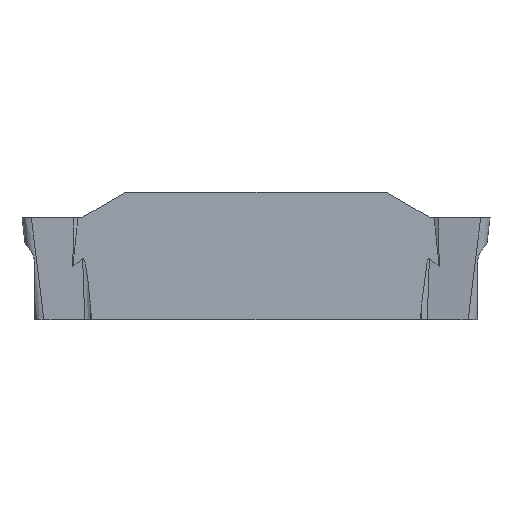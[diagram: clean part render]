
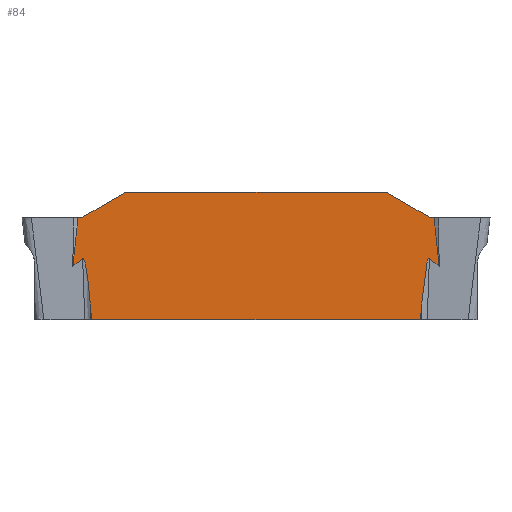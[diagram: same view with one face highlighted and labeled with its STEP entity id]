
A CAD part, left-side view. The second image highlights one B-rep face of the part: STEP entity #84.
In plain terms, the highlighted planar face has unit normal (-1, 0, 0).
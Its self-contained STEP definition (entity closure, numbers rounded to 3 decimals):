
#43=CIRCLE('',#749,0.25);
#44=CIRCLE('',#750,0.25);
#59=B_SPLINE_CURVE_WITH_KNOTS('',3,(#1158,#1159,#1160,#1161,#1162,#1163,
#1164,#1165,#1166,#1167,#1168,#1169,#1170,#1171,#1172,#1173,#1174,#1175,
#1176,#1177,#1178,#1179,#1180,#1181,#1182,#1183,#1184,#1185),
 .UNSPECIFIED.,.F.,.F.,(4,3,3,3,3,3,3,3,3,4),(0.,0.004,0.008,
0.011,0.016,0.024,0.052,
0.187,0.723,1.),.UNSPECIFIED.);
#60=B_SPLINE_CURVE_WITH_KNOTS('',3,(#1190,#1191,#1192,#1193,#1194,#1195,
#1196,#1197,#1198,#1199,#1200,#1201,#1202,#1203,#1204,#1205,#1206,#1207,
#1208,#1209,#1210,#1211,#1212,#1213,#1214,#1215,#1216,#1217,#1218,#1219,
#1220,#1221,#1222,#1223,#1224,#1225,#1226,#1227,#1228,#1229,#1230,#1231,
#1232),.UNSPECIFIED.,.F.,.F.,(4,3,3,3,3,3,3,3,3,3,3,3,3,3,4),(0.,0.314,
0.647,0.814,0.881,0.921,
0.945,0.961,0.975,0.982,
0.987,0.991,0.994,0.998,1.),
 .UNSPECIFIED.);
#84=ADVANCED_FACE('SIDE_IB_1_SU5',(#144),#118,.F.);
#118=PLANE('',#751);
#144=FACE_OUTER_BOUND('',#180,.T.);
#180=EDGE_LOOP('',(#247,#248,#249,#250,#251,#252,#253,#254,#255,#256,#257,
#258,#259,#260,#261,#262));
#247=ORIENTED_EDGE('',*,*,#515,.T.);
#248=ORIENTED_EDGE('',*,*,#516,.T.);
#249=ORIENTED_EDGE('',*,*,#517,.T.);
#250=ORIENTED_EDGE('',*,*,#518,.T.);
#251=ORIENTED_EDGE('',*,*,#494,.F.);
#252=ORIENTED_EDGE('',*,*,#519,.T.);
#253=ORIENTED_EDGE('',*,*,#520,.T.);
#254=ORIENTED_EDGE('',*,*,#521,.T.);
#255=ORIENTED_EDGE('',*,*,#522,.T.);
#256=ORIENTED_EDGE('',*,*,#523,.F.);
#257=ORIENTED_EDGE('',*,*,#524,.F.);
#258=ORIENTED_EDGE('',*,*,#525,.F.);
#259=ORIENTED_EDGE('',*,*,#526,.F.);
#260=ORIENTED_EDGE('',*,*,#527,.F.);
#261=ORIENTED_EDGE('',*,*,#528,.F.);
#262=ORIENTED_EDGE('',*,*,#529,.F.);
#426=VERTEX_POINT('',#958);
#427=VERTEX_POINT('',#960);
#443=VERTEX_POINT('',#1154);
#444=VERTEX_POINT('',#1155);
#445=VERTEX_POINT('',#1157);
#446=VERTEX_POINT('',#1186);
#447=VERTEX_POINT('',#1189);
#448=VERTEX_POINT('',#1233);
#449=VERTEX_POINT('',#1235);
#450=VERTEX_POINT('',#1237);
#451=VERTEX_POINT('',#1239);
#452=VERTEX_POINT('',#1241);
#453=VERTEX_POINT('',#1243);
#454=VERTEX_POINT('',#1245);
#455=VERTEX_POINT('',#1247);
#456=VERTEX_POINT('',#1249);
#494=EDGE_CURVE('',#426,#427,#592,.T.);
#515=EDGE_CURVE('',#443,#444,#601,.T.);
#516=EDGE_CURVE('',#444,#445,#602,.T.);
#517=EDGE_CURVE('',#445,#446,#59,.T.);
#518=EDGE_CURVE('',#446,#427,#603,.T.);
#519=EDGE_CURVE('',#426,#447,#604,.T.);
#520=EDGE_CURVE('',#447,#448,#60,.T.);
#521=EDGE_CURVE('',#448,#449,#605,.T.);
#522=EDGE_CURVE('',#449,#450,#606,.T.);
#523=EDGE_CURVE('',#451,#450,#607,.T.);
#524=EDGE_CURVE('',#452,#451,#43,.T.);
#525=EDGE_CURVE('',#453,#452,#608,.T.);
#526=EDGE_CURVE('',#454,#453,#609,.T.);
#527=EDGE_CURVE('',#455,#454,#610,.T.);
#528=EDGE_CURVE('',#456,#455,#44,.T.);
#529=EDGE_CURVE('',#443,#456,#611,.T.);
#592=LINE('',#959,#650);
#601=LINE('',#1153,#659);
#602=LINE('',#1156,#660);
#603=LINE('',#1187,#661);
#604=LINE('',#1188,#662);
#605=LINE('',#1234,#663);
#606=LINE('',#1236,#664);
#607=LINE('',#1238,#665);
#608=LINE('',#1242,#666);
#609=LINE('',#1244,#667);
#610=LINE('',#1246,#668);
#611=LINE('',#1250,#669);
#650=VECTOR('',#789,1.);
#659=VECTOR('',#808,1.);
#660=VECTOR('',#809,1.);
#661=VECTOR('',#810,1.);
#662=VECTOR('',#811,1.);
#663=VECTOR('',#812,1.);
#664=VECTOR('',#813,1.);
#665=VECTOR('',#814,1.);
#666=VECTOR('',#817,1.);
#667=VECTOR('',#818,1.);
#668=VECTOR('',#819,1.);
#669=VECTOR('',#822,1.);
#749=AXIS2_PLACEMENT_3D('',#1240,#815,#816);
#750=AXIS2_PLACEMENT_3D('',#1248,#820,#821);
#751=AXIS2_PLACEMENT_3D('',#1251,#823,#824);
#789=DIRECTION('',(0.,1.,0.));
#808=DIRECTION('',(0.,0.104,-0.995));
#809=DIRECTION('',(0.,-0.769,0.64));
#810=DIRECTION('',(0.,-0.087,-0.996));
#811=DIRECTION('',(0.,-0.087,0.996));
#812=DIRECTION('',(0.,-0.769,-0.64));
#813=DIRECTION('',(0.,0.104,0.995));
#814=DIRECTION('',(0.,-1.,0.));
#815=DIRECTION('',(-1.,0.,0.));
#816=DIRECTION('',(0.,0.,-1.));
#817=DIRECTION('',(0.,-0.866,-0.5));
#818=DIRECTION('',(0.,-1.,0.));
#819=DIRECTION('',(0.,-0.866,0.5));
#820=DIRECTION('',(-1.,0.,0.));
#821=DIRECTION('',(0.,0.,-1.));
#822=DIRECTION('',(0.,-1.,0.));
#823=DIRECTION('',(1.,0.,0.));
#824=DIRECTION('',(0.,0.,-1.));
#958=CARTESIAN_POINT('',(-1.,-7.33,-4.54));
#959=CARTESIAN_POINT('',(-1.,0.,-4.54));
#960=CARTESIAN_POINT('',(-1.,7.33,-4.54));
#1153=CARTESIAN_POINT('',(-1.,7.856,0.823));
#1154=CARTESIAN_POINT('',(-1.,7.942,0.));
#1155=CARTESIAN_POINT('',(-1.,8.17,-2.172));
#1156=CARTESIAN_POINT('',(-1.,2.275,2.734));
#1157=CARTESIAN_POINT('',(-1.,7.73,-1.806));
#1158=CARTESIAN_POINT('',(-1.,7.73,-1.806));
#1159=CARTESIAN_POINT('',(-1.,7.728,-1.804));
#1160=CARTESIAN_POINT('',(-1.,7.726,-1.803));
#1161=CARTESIAN_POINT('',(-1.,7.724,-1.802));
#1162=CARTESIAN_POINT('',(-1.,7.721,-1.801));
#1163=CARTESIAN_POINT('',(-1.,7.719,-1.8));
#1164=CARTESIAN_POINT('',(-1.,7.716,-1.8));
#1165=CARTESIAN_POINT('',(-1.,7.714,-1.8));
#1166=CARTESIAN_POINT('',(-1.,7.711,-1.8));
#1167=CARTESIAN_POINT('',(-1.,7.709,-1.801));
#1168=CARTESIAN_POINT('',(-1.,7.706,-1.802));
#1169=CARTESIAN_POINT('',(-1.,7.704,-1.803));
#1170=CARTESIAN_POINT('',(-1.,7.701,-1.805));
#1171=CARTESIAN_POINT('',(-1.,7.697,-1.808));
#1172=CARTESIAN_POINT('',(-1.,7.693,-1.812));
#1173=CARTESIAN_POINT('',(-1.,7.69,-1.816));
#1174=CARTESIAN_POINT('',(-1.,7.678,-1.831));
#1175=CARTESIAN_POINT('',(-1.,7.67,-1.848));
#1176=CARTESIAN_POINT('',(-1.,7.663,-1.865));
#1177=CARTESIAN_POINT('',(-1.,7.63,-1.946));
#1178=CARTESIAN_POINT('',(-1.,7.613,-2.034));
#1179=CARTESIAN_POINT('',(-1.,7.596,-2.121));
#1180=CARTESIAN_POINT('',(-1.,7.527,-2.464));
#1181=CARTESIAN_POINT('',(-1.,7.491,-2.813));
#1182=CARTESIAN_POINT('',(-1.,7.455,-3.161));
#1183=CARTESIAN_POINT('',(-1.,7.436,-3.341));
#1184=CARTESIAN_POINT('',(-1.,7.42,-3.521));
#1185=CARTESIAN_POINT('',(-1.,7.404,-3.701));
#1186=CARTESIAN_POINT('',(-1.,7.404,-3.701));
#1187=CARTESIAN_POINT('',(-1.,7.669,-0.671));
#1188=CARTESIAN_POINT('',(-1.,-7.669,-0.671));
#1189=CARTESIAN_POINT('',(-1.,-7.404,-3.701));
#1190=CARTESIAN_POINT('',(-1.,-7.404,-3.701));
#1191=CARTESIAN_POINT('',(-1.,-7.422,-3.496));
#1192=CARTESIAN_POINT('',(-1.,-7.441,-3.292));
#1193=CARTESIAN_POINT('',(-1.,-7.463,-3.088));
#1194=CARTESIAN_POINT('',(-1.,-7.485,-2.872));
#1195=CARTESIAN_POINT('',(-1.,-7.511,-2.656));
#1196=CARTESIAN_POINT('',(-1.,-7.542,-2.441));
#1197=CARTESIAN_POINT('',(-1.,-7.558,-2.333));
#1198=CARTESIAN_POINT('',(-1.,-7.575,-2.225));
#1199=CARTESIAN_POINT('',(-1.,-7.596,-2.118));
#1200=CARTESIAN_POINT('',(-1.,-7.605,-2.075));
#1201=CARTESIAN_POINT('',(-1.,-7.614,-2.032));
#1202=CARTESIAN_POINT('',(-1.,-7.625,-1.989));
#1203=CARTESIAN_POINT('',(-1.,-7.631,-1.964));
#1204=CARTESIAN_POINT('',(-1.,-7.638,-1.938));
#1205=CARTESIAN_POINT('',(-1.,-7.646,-1.913));
#1206=CARTESIAN_POINT('',(-1.,-7.651,-1.898));
#1207=CARTESIAN_POINT('',(-1.,-7.656,-1.883));
#1208=CARTESIAN_POINT('',(-1.,-7.662,-1.868));
#1209=CARTESIAN_POINT('',(-1.,-7.666,-1.859));
#1210=CARTESIAN_POINT('',(-1.,-7.67,-1.85));
#1211=CARTESIAN_POINT('',(-1.,-7.674,-1.841));
#1212=CARTESIAN_POINT('',(-1.,-7.679,-1.833));
#1213=CARTESIAN_POINT('',(-1.,-7.683,-1.825));
#1214=CARTESIAN_POINT('',(-1.,-7.689,-1.817));
#1215=CARTESIAN_POINT('',(-1.,-7.692,-1.814));
#1216=CARTESIAN_POINT('',(-1.,-7.695,-1.81));
#1217=CARTESIAN_POINT('',(-1.,-7.698,-1.807));
#1218=CARTESIAN_POINT('',(-1.,-7.701,-1.805));
#1219=CARTESIAN_POINT('',(-1.,-7.703,-1.803));
#1220=CARTESIAN_POINT('',(-1.,-7.707,-1.802));
#1221=CARTESIAN_POINT('',(-1.,-7.709,-1.801));
#1222=CARTESIAN_POINT('',(-1.,-7.711,-1.8));
#1223=CARTESIAN_POINT('',(-1.,-7.713,-1.8));
#1224=CARTESIAN_POINT('',(-1.,-7.716,-1.8));
#1225=CARTESIAN_POINT('',(-1.,-7.718,-1.8));
#1226=CARTESIAN_POINT('',(-1.,-7.72,-1.801));
#1227=CARTESIAN_POINT('',(-1.,-7.723,-1.801));
#1228=CARTESIAN_POINT('',(-1.,-7.725,-1.802));
#1229=CARTESIAN_POINT('',(-1.,-7.727,-1.804));
#1230=CARTESIAN_POINT('',(-1.,-7.728,-1.805));
#1231=CARTESIAN_POINT('',(-1.,-7.729,-1.805));
#1232=CARTESIAN_POINT('',(-1.,-7.73,-1.806));
#1233=CARTESIAN_POINT('',(-1.,-7.73,-1.806));
#1234=CARTESIAN_POINT('',(-1.,-2.275,2.734));
#1235=CARTESIAN_POINT('',(-1.,-8.17,-2.172));
#1236=CARTESIAN_POINT('',(-1.,-7.856,0.823));
#1237=CARTESIAN_POINT('',(-1.,-7.942,0.));
#1238=CARTESIAN_POINT('',(-1.,0.,0.));
#1239=CARTESIAN_POINT('',(-1.,-7.852,0.));
#1240=CARTESIAN_POINT('',(-1.,-7.852,0.25));
#1241=CARTESIAN_POINT('',(-1.,-7.727,0.033));
#1242=CARTESIAN_POINT('',(-1.,-1.946,3.371));
#1243=CARTESIAN_POINT('',(-1.,-5.811,1.14));
#1244=CARTESIAN_POINT('',(-1.,0.,1.14));
#1245=CARTESIAN_POINT('',(-1.,5.811,1.14));
#1246=CARTESIAN_POINT('',(-1.,1.946,3.371));
#1247=CARTESIAN_POINT('',(-1.,7.727,0.033));
#1248=CARTESIAN_POINT('',(-1.,7.852,0.25));
#1249=CARTESIAN_POINT('',(-1.,7.852,0.));
#1250=CARTESIAN_POINT('',(-1.,0.,0.));
#1251=CARTESIAN_POINT('',(-1.,0.,0.));
